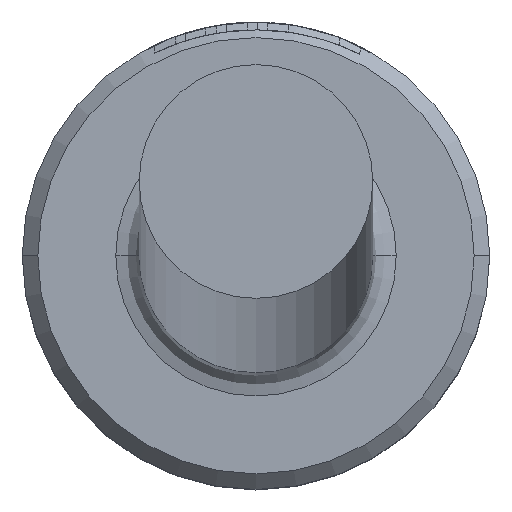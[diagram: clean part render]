
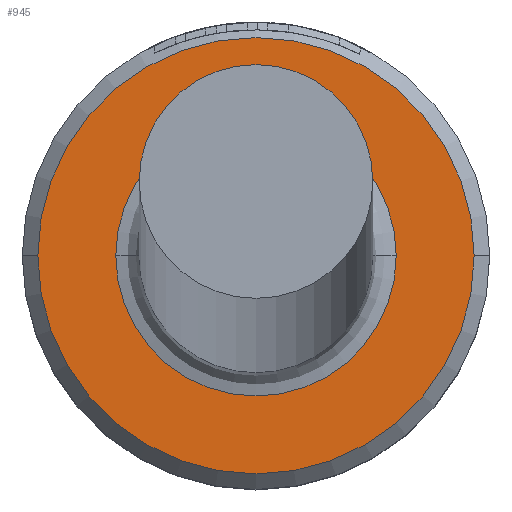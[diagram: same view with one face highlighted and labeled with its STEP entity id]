
A CAD part, top view. The second image highlights one B-rep face of the part: STEP entity #945.
In plain terms, the highlighted planar face has unit normal (0, 0, 1).
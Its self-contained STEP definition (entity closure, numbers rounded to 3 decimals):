
#14 = ORIENTED_EDGE ( 'NONE', *, *, #34, .T. ) ;
#28 = AXIS2_PLACEMENT_3D ( 'NONE', #711, #47, #350 ) ;
#34 = EDGE_CURVE ( 'NONE', #1152, #1108, #148, .T. ) ;
#47 = DIRECTION ( 'NONE',  ( 0., 0., 1. ) ) ;
#139 = FACE_BOUND ( 'NONE', #647, .T. ) ;
#148 = CIRCLE ( 'NONE', #209, 1.8 ) ;
#158 = CARTESIAN_POINT ( 'NONE',  ( 0., 0., 4. ) ) ;
#191 = CARTESIAN_POINT ( 'NONE',  ( 1.8, 0., 4. ) ) ;
#209 = AXIS2_PLACEMENT_3D ( 'NONE', #289, #421, #353 ) ;
#251 = PLANE ( 'NONE',  #28 ) ;
#261 = AXIS2_PLACEMENT_3D ( 'NONE', #486, #1076, #575 ) ;
#268 = DIRECTION ( 'NONE',  ( -1., 0., 0. ) ) ;
#287 = ORIENTED_EDGE ( 'NONE', *, *, #1073, .T. ) ;
#289 = CARTESIAN_POINT ( 'NONE',  ( 0., 0., 4. ) ) ;
#350 = DIRECTION ( 'NONE',  ( 1., 0., 0. ) ) ;
#353 = DIRECTION ( 'NONE',  ( -1., 0., 0. ) ) ;
#421 = DIRECTION ( 'NONE',  ( 0., 0., -1. ) ) ;
#480 = CARTESIAN_POINT ( 'NONE',  ( -2.8, 0., 4. ) ) ;
#486 = CARTESIAN_POINT ( 'NONE',  ( 0., 0., 4. ) ) ;
#488 = CARTESIAN_POINT ( 'NONE',  ( 0., 0., 4. ) ) ;
#525 = CIRCLE ( 'NONE', #1002, 1.8 ) ;
#575 = DIRECTION ( 'NONE',  ( 1., 0., 0. ) ) ;
#577 = DIRECTION ( 'NONE',  ( 1., 0., 0. ) ) ;
#647 = EDGE_LOOP ( 'NONE', ( #14, #785 ) ) ;
#657 = FACE_OUTER_BOUND ( 'NONE', #955, .T. ) ;
#685 = ORIENTED_EDGE ( 'NONE', *, *, #871, .T. ) ;
#711 = CARTESIAN_POINT ( 'NONE',  ( 0., 0., 4. ) ) ;
#717 = CIRCLE ( 'NONE', #787, 2.8 ) ;
#750 = CARTESIAN_POINT ( 'NONE',  ( -1.8, 0., 4. ) ) ;
#785 = ORIENTED_EDGE ( 'NONE', *, *, #791, .T. ) ;
#787 = AXIS2_PLACEMENT_3D ( 'NONE', #488, #1078, #577 ) ;
#791 = EDGE_CURVE ( 'NONE', #1108, #1152, #525, .T. ) ;
#810 = DIRECTION ( 'NONE',  ( 0., 0., -1. ) ) ;
#866 = VERTEX_POINT ( 'NONE', #1071 ) ;
#871 = EDGE_CURVE ( 'NONE', #894, #866, #906, .T. ) ;
#894 = VERTEX_POINT ( 'NONE', #480 ) ;
#906 = CIRCLE ( 'NONE', #261, 2.8 ) ;
#945 = ADVANCED_FACE ( 'NONE', ( #657, #139 ), #251, .T. ) ;
#955 = EDGE_LOOP ( 'NONE', ( #685, #287 ) ) ;
#1002 = AXIS2_PLACEMENT_3D ( 'NONE', #158, #810, #268 ) ;
#1071 = CARTESIAN_POINT ( 'NONE',  ( 2.8, 0., 4. ) ) ;
#1073 = EDGE_CURVE ( 'NONE', #866, #894, #717, .T. ) ;
#1076 = DIRECTION ( 'NONE',  ( 0., 0., 1. ) ) ;
#1078 = DIRECTION ( 'NONE',  ( 0., 0., 1. ) ) ;
#1108 = VERTEX_POINT ( 'NONE', #191 ) ;
#1152 = VERTEX_POINT ( 'NONE', #750 ) ;
